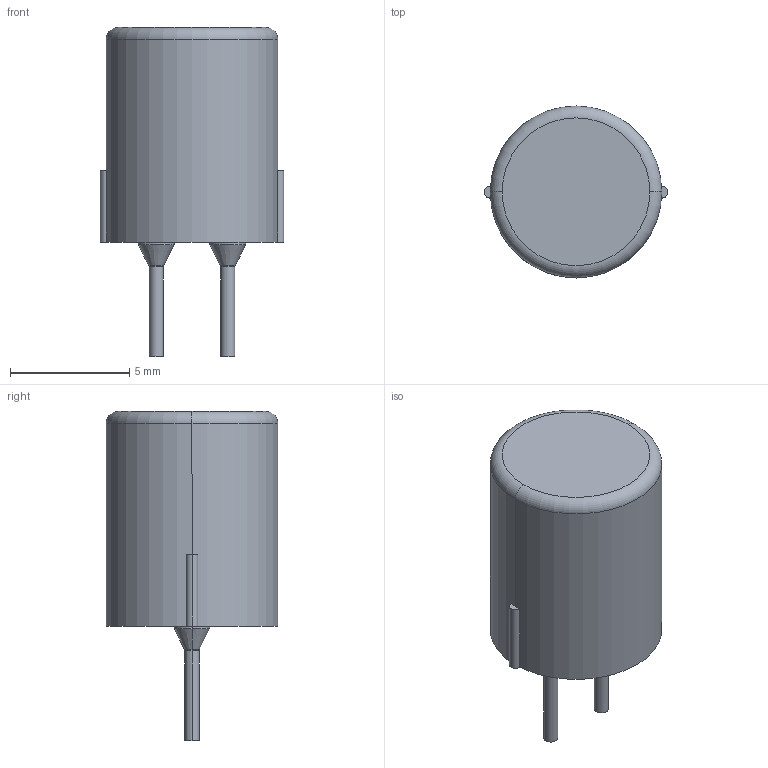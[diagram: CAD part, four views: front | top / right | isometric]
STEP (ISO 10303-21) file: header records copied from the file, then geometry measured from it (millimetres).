
FILE_DESCRIPTION((''),'2;1');
FILE_NAME('IND_MURATA-PS_2200R.stp','2009-08-24T12:39:04',(''),(''),'Mechanical Desktop 2006','Mechanical Desktop 2006',', , ');
FILE_SCHEMA(('AUTOMOTIVE_DESIGN { 1 2 10303 214 0 1 1 1 }'));
Length unit declared in the file: millimetre
Products named in the file (1): Product
Bounding box: 7.7 x 7.2 x 13.8 mm (x, y, z)
Volume: 370.1 mm3; surface area: 322.6 mm2
Topology: 9 solids, 9 shells, 46 faces, 78 edges, 50 vertices
Faces by surface type: cylinder 22, plane 18, cone 4, torus 2
Entity records: 1150 total; most frequent: DIRECTION 224, CARTESIAN_POINT 175, ORIENTED_EDGE 156, AXIS2_PLACEMENT_3D 99, EDGE_CURVE 78, CIRCLE 52, VERTEX_POINT 50, EDGE_LOOP 46
